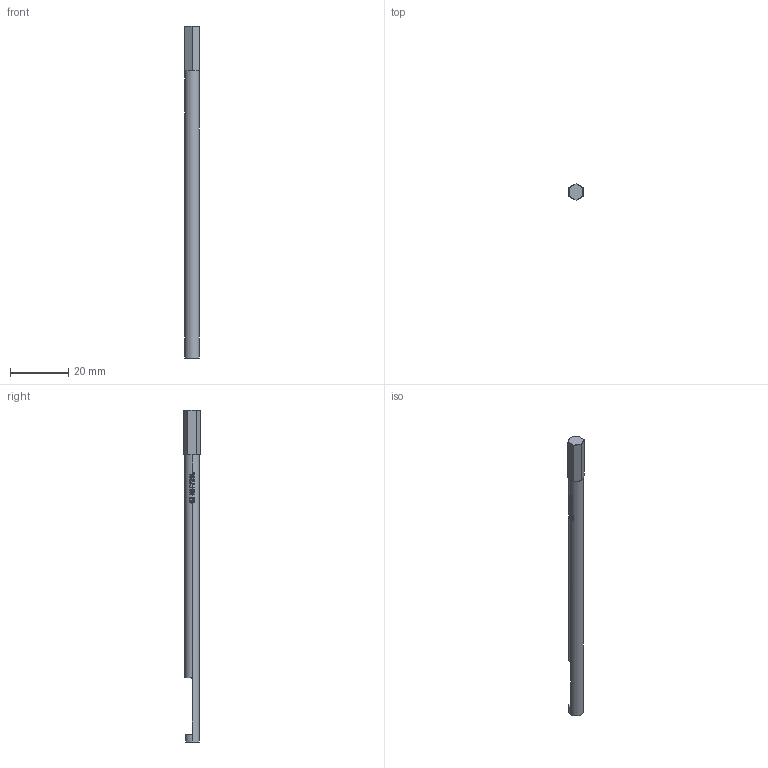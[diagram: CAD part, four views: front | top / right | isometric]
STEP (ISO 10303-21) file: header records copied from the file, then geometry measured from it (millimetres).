
FILE_DESCRIPTION (( 'STEP AP214' ), '1' );
FILE_NAME ('MOD-BIT733L~-a.STEP', '2019-03-22T09:36:10', ( 'firstrun' ), ( 'Hewlett-Packard Company' ), 'SwSTEP 2.0', 'SolidWorks 2015', '' );
FILE_SCHEMA (( 'AUTOMOTIVE_DESIGN' ));
Length unit declared in the file: millimetre
Products named in the file (1): MOD-BIT733L~-a
Bounding box: 5 x 5.77 x 114 mm (x, y, z)
Volume: 1919.9 mm3; surface area: 1878.9 mm2
Topology: 1 solids, 1 shells, 177 faces, 493 edges, 321 vertices
Faces by surface type: plane 93, bspline 47, cylinder 31, cone 6
Entity records: 9990 total; most frequent: CARTESIAN_POINT 5733, ORIENTED_EDGE 986, DIRECTION 728, EDGE_CURVE 493, VERTEX_POINT 321, VECTOR 260, LINE 260, AXIS2_PLACEMENT_3D 234
